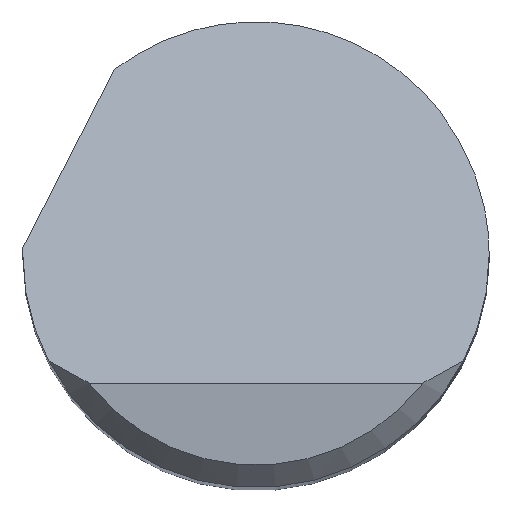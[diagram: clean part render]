
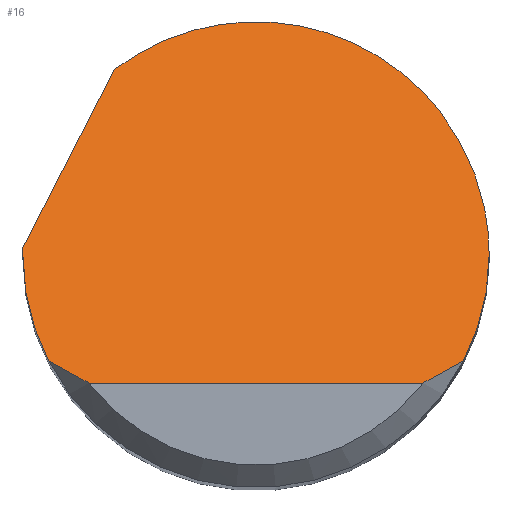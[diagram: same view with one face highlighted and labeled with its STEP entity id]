
A CAD part, top view. The second image highlights one B-rep face of the part: STEP entity #16.
In plain terms, the highlighted planar face has unit normal (0, 0.707, 0.707).
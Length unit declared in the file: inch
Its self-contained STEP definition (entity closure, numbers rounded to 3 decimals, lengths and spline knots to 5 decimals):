
#16 = ADVANCED_FACE ( 'NONE', ( #386 ), #451, .F. ) ;
#25 = LINE ( 'NONE', #627, #711 ) ;
#28 = EDGE_CURVE ( 'NONE', #78, #208, #247, .T. ) ;
#33 = CARTESIAN_POINT ( 'NONE',  ( -0.15625, -0.08625, 2.5 ) ) ;
#50 = CARTESIAN_POINT ( 'NONE',  ( 0.12131, -0.0816, 2.49535 ) ) ;
#64 = CARTESIAN_POINT ( 'NONE',  ( 0.15625, 0., 2.41375 ) ) ;
#72 = EDGE_CURVE ( 'NONE', #753, #476, #25, .T. ) ;
#73 = DIRECTION ( 'NONE',  ( 0.341, 0.665, -0.665 ) ) ;
#78 = VERTEX_POINT ( 'NONE', #511 ) ;
#79 = CARTESIAN_POINT ( 'NONE',  ( -0.15617, 0.005, 2.40875 ) ) ;
#99 = CARTESIAN_POINT ( 'NONE',  ( 0.15625, -0.02489, 2.43864 ) ) ;
#128 = AXIS2_PLACEMENT_3D ( 'NONE', #33, #620, #570 ) ;
#150 = EDGE_CURVE ( 'NONE', #484, #753, #534, .T. ) ;
#154 = CARTESIAN_POINT ( 'NONE',  ( -0.15625, 0., 2.41375 ) ) ;
#163 = CARTESIAN_POINT ( 'NONE',  ( -0.13906, -0.07125, 2.485 ) ) ;
#180 = ORIENTED_EDGE ( 'NONE', *, *, #28, .F. ) ;
#194 = CARTESIAN_POINT ( 'NONE',  ( -0.15041, -0.04909, 2.46284 ) ) ;
#204 = VERTEX_POINT ( 'NONE', #371 ) ;
#208 = VERTEX_POINT ( 'NONE', #441 ) ;
#239 = CARTESIAN_POINT ( 'NONE',  ( -0.19753, -0.07567, 2.48942 ) ) ;
#240 = CARTESIAN_POINT ( 'NONE',  ( -0.09521, 0.12389, 2.28986 ) ) ;
#247 =( BOUNDED_CURVE ( )  B_SPLINE_CURVE ( 3, ( #392, #99, #748, #746 ),
 .UNSPECIFIED., .F., .T. ) 
 B_SPLINE_CURVE_WITH_KNOTS ( ( 4, 4 ),
 ( 1.5708, 2.04429 ),
 .UNSPECIFIED. ) 
 CURVE ( )  GEOMETRIC_REPRESENTATION_ITEM ( )  RATIONAL_B_SPLINE_CURVE ( ( 1., 0.981, 0.981, 1. ) ) 
 REPRESENTATION_ITEM ( '' )  );
#264 = EDGE_CURVE ( 'NONE', #296, #78, #783, .T. ) ;
#271 = DIRECTION ( 'NONE',  ( 1., 0., 0. ) ) ;
#296 = VERTEX_POINT ( 'NONE', #723 ) ;
#321 =( BOUNDED_CURVE ( )  B_SPLINE_CURVE ( 3, ( #154, #619, #565, #513 ),
 .UNSPECIFIED., .F., .T. ) 
 B_SPLINE_CURVE_WITH_KNOTS ( ( 4, 4 ),
 ( 4.71239, 4.74439 ),
 .UNSPECIFIED. ) 
 CURVE ( )  GEOMETRIC_REPRESENTATION_ITEM ( )  RATIONAL_B_SPLINE_CURVE ( ( 1., 1., 1., 1. ) ) 
 REPRESENTATION_ITEM ( '' )  );
#337 =( BOUNDED_CURVE ( )  B_SPLINE_CURVE ( 3, ( #730, #194, #556, #479 ),
 .UNSPECIFIED., .F., .T. ) 
 B_SPLINE_CURVE_WITH_KNOTS ( ( 4, 4 ),
 ( 4.23889, 4.71239 ),
 .UNSPECIFIED. ) 
 CURVE ( )  GEOMETRIC_REPRESENTATION_ITEM ( )  RATIONAL_B_SPLINE_CURVE ( ( 1., 0.981, 0.981, 1. ) ) 
 REPRESENTATION_ITEM ( '' )  );
#348 = ORIENTED_EDGE ( 'NONE', *, *, #508, .T. ) ;
#371 = CARTESIAN_POINT ( 'NONE',  ( -0.15625, 0., 2.41375 ) ) ;
#372 = ORIENTED_EDGE ( 'NONE', *, *, #264, .F. ) ;
#376 = CARTESIAN_POINT ( 'NONE',  ( 0.15625, 0.1488, 2.26495 ) ) ;
#386 = FACE_OUTER_BOUND ( 'NONE', #614, .T. ) ;
#387 = B_SPLINE_CURVE_WITH_KNOTS ( 'NONE', 3,
 ( #592, #50, #527, #769 ),
 .UNSPECIFIED., .F., .F.,
 ( 4, 4 ),
 ( 0., 0.00088 ),
 .UNSPECIFIED. ) ;
#392 = CARTESIAN_POINT ( 'NONE',  ( 0.15625, 0., 2.41375 ) ) ;
#394 = EDGE_CURVE ( 'NONE', #204, #706, #321, .T. ) ;
#402 = ORIENTED_EDGE ( 'NONE', *, *, #394, .F. ) ;
#417 = ORIENTED_EDGE ( 'NONE', *, *, #632, .F. ) ;
#441 = CARTESIAN_POINT ( 'NONE',  ( 0.13906, -0.07125, 2.485 ) ) ;
#451 = PLANE ( 'NONE',  #128 ) ;
#463 = CARTESIAN_POINT ( 'NONE',  ( -0.13035, -0.07657, 2.49032 ) ) ;
#476 = VERTEX_POINT ( 'NONE', #759 ) ;
#479 = CARTESIAN_POINT ( 'NONE',  ( -0.15625, 0., 2.41375 ) ) ;
#484 = VERTEX_POINT ( 'NONE', #163 ) ;
#508 = EDGE_CURVE ( 'NONE', #476, #208, #387, .T. ) ;
#511 = CARTESIAN_POINT ( 'NONE',  ( 0.15625, 0., 2.41375 ) ) ;
#513 = CARTESIAN_POINT ( 'NONE',  ( -0.15617, 0.005, 2.40875 ) ) ;
#519 = CARTESIAN_POINT ( 'NONE',  ( -0.11186, -0.08625, 2.5 ) ) ;
#527 = CARTESIAN_POINT ( 'NONE',  ( 0.13035, -0.07657, 2.49032 ) ) ;
#534 = B_SPLINE_CURVE_WITH_KNOTS ( 'NONE', 3,
 ( #641, #463, #772, #519 ),
 .UNSPECIFIED., .F., .F.,
 ( 4, 4 ),
 ( 0., 0.00088 ),
 .UNSPECIFIED. ) ;
#536 = EDGE_CURVE ( 'NONE', #706, #296, #717, .T. ) ;
#556 = CARTESIAN_POINT ( 'NONE',  ( -0.15625, -0.02489, 2.43864 ) ) ;
#565 = CARTESIAN_POINT ( 'NONE',  ( -0.15622, 0.00333, 2.41042 ) ) ;
#570 = DIRECTION ( 'NONE',  ( 0., 0.707, -0.707 ) ) ;
#592 = CARTESIAN_POINT ( 'NONE',  ( 0.11186, -0.08625, 2.5 ) ) ;
#614 = EDGE_LOOP ( 'NONE', ( #671, #348, #180, #372, #622, #402, #417, #766 ) ) ;
#619 = CARTESIAN_POINT ( 'NONE',  ( -0.15625, 0.00167, 2.41208 ) ) ;
#620 = DIRECTION ( 'NONE',  ( 0., -0.707, -0.707 ) ) ;
#622 = ORIENTED_EDGE ( 'NONE', *, *, #536, .F. ) ;
#627 = CARTESIAN_POINT ( 'NONE',  ( 0., -0.08625, 2.5 ) ) ;
#632 = EDGE_CURVE ( 'NONE', #484, #204, #337, .T. ) ;
#641 = CARTESIAN_POINT ( 'NONE',  ( -0.13906, -0.07125, 2.485 ) ) ;
#657 = CARTESIAN_POINT ( 'NONE',  ( 0.02277, 0.21456, 2.19919 ) ) ;
#671 = ORIENTED_EDGE ( 'NONE', *, *, #72, .T. ) ;
#673 = CARTESIAN_POINT ( 'NONE',  ( -0.11186, -0.08625, 2.5 ) ) ;
#706 = VERTEX_POINT ( 'NONE', #79 ) ;
#711 = VECTOR ( 'NONE', #271, 39.37008 ) ;
#717 = LINE ( 'NONE', #239, #781 ) ;
#723 = CARTESIAN_POINT ( 'NONE',  ( -0.09521, 0.12389, 2.28986 ) ) ;
#730 = CARTESIAN_POINT ( 'NONE',  ( -0.13906, -0.07125, 2.485 ) ) ;
#746 = CARTESIAN_POINT ( 'NONE',  ( 0.13906, -0.07125, 2.485 ) ) ;
#748 = CARTESIAN_POINT ( 'NONE',  ( 0.15041, -0.04909, 2.46284 ) ) ;
#753 = VERTEX_POINT ( 'NONE', #673 ) ;
#759 = CARTESIAN_POINT ( 'NONE',  ( 0.11186, -0.08625, 2.5 ) ) ;
#766 = ORIENTED_EDGE ( 'NONE', *, *, #150, .T. ) ;
#769 = CARTESIAN_POINT ( 'NONE',  ( 0.13906, -0.07125, 2.485 ) ) ;
#772 = CARTESIAN_POINT ( 'NONE',  ( -0.12131, -0.0816, 2.49535 ) ) ;
#781 = VECTOR ( 'NONE', #73, 39.37008 ) ;
#783 =( BOUNDED_CURVE ( )  B_SPLINE_CURVE ( 3, ( #240, #657, #376, #64 ),
 .UNSPECIFIED., .F., .T. ) 
 B_SPLINE_CURVE_WITH_KNOTS ( ( 4, 4 ),
 ( 5.62792, 7.85398 ),
 .UNSPECIFIED. ) 
 CURVE ( )  GEOMETRIC_REPRESENTATION_ITEM ( )  RATIONAL_B_SPLINE_CURVE ( ( 1., 0.628, 0.628, 1. ) ) 
 REPRESENTATION_ITEM ( '' )  );
